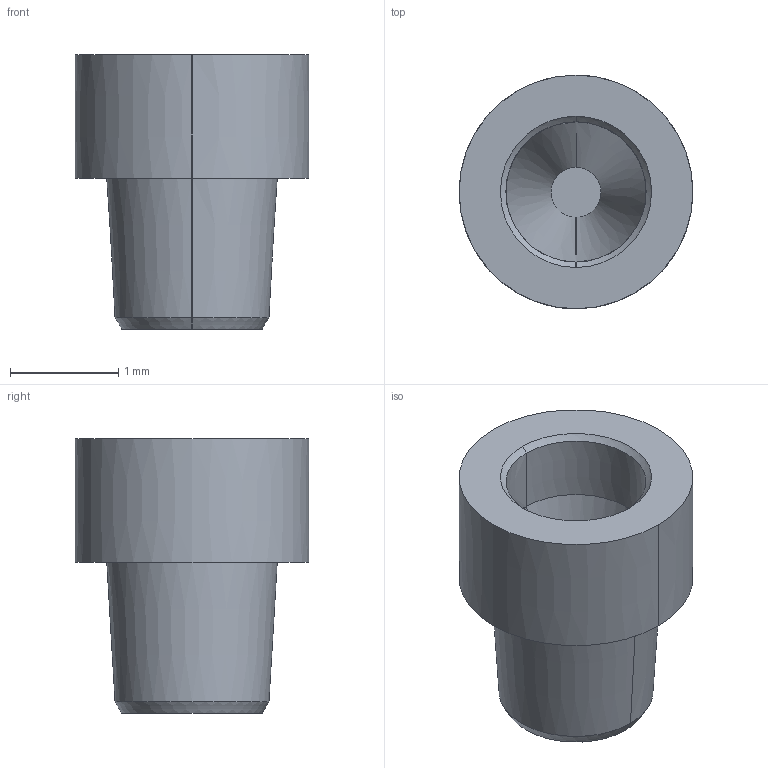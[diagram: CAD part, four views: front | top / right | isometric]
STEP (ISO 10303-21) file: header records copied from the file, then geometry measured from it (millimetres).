
FILE_DESCRIPTION((''),'2;1');
FILE_NAME('2600237','2018-09-14T',('dh4330'),(''),'CREO PARAMETRIC BY PTC INC, 2015200','CREO PARAMETRIC BY PTC INC, 2015200','');
FILE_SCHEMA(('CONFIG_CONTROL_DESIGN'));
Length unit declared in the file: inch
Products named in the file (1): 2600237
Bounding box: 2.16 x 2.16 x 2.54 mm (x, y, z)
Surface area: 39.9 mm2 (no closed solid volume)
Topology: 0 solids, 0 shells, 23 faces, 88 edges, 88 vertices
Faces by surface type: bspline 23
Entity records: 3168 total; most frequent: CARTESIAN_POINT 2092, DIRECTION 142, TRIMMED_CURVE 116, VECTOR 90, LINE 90, DEFINITIONAL_REPRESENTATION 88, PCURVE 88, COMPOSITE_CURVE_SEGMENT 88
